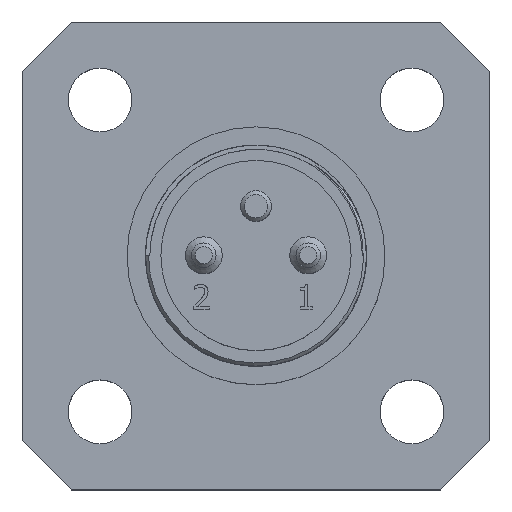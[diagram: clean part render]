
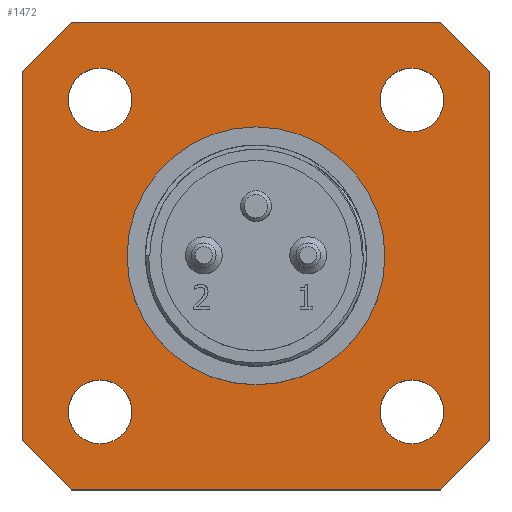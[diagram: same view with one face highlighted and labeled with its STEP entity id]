
A CAD part, top view. The second image highlights one B-rep face of the part: STEP entity #1472.
In plain terms, the highlighted planar face has unit normal (0, 0, 1).
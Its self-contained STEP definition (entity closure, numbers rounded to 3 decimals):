
#139=LINE($,#2941,#234);
#145=LINE($,#2952,#240);
#153=LINE($,#2978,#248);
#155=LINE($,#2982,#250);
#157=LINE($,#2987,#252);
#159=LINE($,#2991,#254);
#161=LINE($,#2994,#256);
#162=LINE($,#3097,#257);
#234=VECTOR($,#1757,5.657);
#240=VECTOR($,#1765,30.1);
#248=VECTOR($,#1787,5.657);
#250=VECTOR($,#1791,30.1);
#252=VECTOR($,#1795,5.657);
#254=VECTOR($,#1799,30.1);
#256=VECTOR($,#1803,5.657);
#257=VECTOR($,#1942,30.1);
#300=PLANE($,#1599);
#376=FACE_BOUND($,#606,.T.);
#377=FACE_BOUND($,#607,.T.);
#378=FACE_BOUND($,#608,.T.);
#379=FACE_BOUND($,#609,.T.);
#380=FACE_BOUND($,#610,.T.);
#465=FACE_OUTER_BOUND($,#605,.T.);
#605=EDGE_LOOP($,(#1314,#1315,#1316,#1317,#1318,#1319,#1320,#1321));
#606=EDGE_LOOP($,(#1322));
#607=EDGE_LOOP($,(#1323));
#608=EDGE_LOOP($,(#1324));
#609=EDGE_LOOP($,(#1325));
#610=EDGE_LOOP($,(#1326));
#646=CIRCLE($,#1570,2.6);
#647=CIRCLE($,#1572,2.6);
#648=CIRCLE($,#1574,2.6);
#649=CIRCLE($,#1576,2.6);
#659=CIRCLE($,#1596,10.5);
#739=VERTEX_POINT($,#2939);
#740=VERTEX_POINT($,#2940);
#744=VERTEX_POINT($,#2950);
#755=VERTEX_POINT($,#2976);
#756=VERTEX_POINT($,#2980);
#757=VERTEX_POINT($,#2984);
#758=VERTEX_POINT($,#2986);
#759=VERTEX_POINT($,#2990);
#779=VERTEX_POINT($,#3054);
#780=VERTEX_POINT($,#3057);
#781=VERTEX_POINT($,#3060);
#782=VERTEX_POINT($,#3063);
#792=VERTEX_POINT($,#3093);
#909=EDGE_CURVE($,#739,#740,#139,.T.);
#915=EDGE_CURVE($,#744,#739,#145,.T.);
#928=EDGE_CURVE($,#755,#744,#153,.T.);
#930=EDGE_CURVE($,#756,#755,#155,.T.);
#932=EDGE_CURVE($,#757,#758,#157,.T.);
#934=EDGE_CURVE($,#758,#759,#159,.T.);
#936=EDGE_CURVE($,#759,#756,#161,.T.);
#956=EDGE_CURVE($,#779,#779,#646,.T.);
#957=EDGE_CURVE($,#780,#780,#647,.T.);
#958=EDGE_CURVE($,#781,#781,#648,.T.);
#959=EDGE_CURVE($,#782,#782,#649,.T.);
#969=EDGE_CURVE($,#792,#792,#659,.T.);
#970=EDGE_CURVE($,#740,#757,#162,.T.);
#1314=ORIENTED_EDGE($,*,*,#909,.F.);
#1315=ORIENTED_EDGE($,*,*,#915,.F.);
#1316=ORIENTED_EDGE($,*,*,#928,.F.);
#1317=ORIENTED_EDGE($,*,*,#930,.F.);
#1318=ORIENTED_EDGE($,*,*,#936,.F.);
#1319=ORIENTED_EDGE($,*,*,#934,.F.);
#1320=ORIENTED_EDGE($,*,*,#932,.F.);
#1321=ORIENTED_EDGE($,*,*,#970,.F.);
#1322=ORIENTED_EDGE($,*,*,#956,.T.);
#1323=ORIENTED_EDGE($,*,*,#957,.T.);
#1324=ORIENTED_EDGE($,*,*,#958,.T.);
#1325=ORIENTED_EDGE($,*,*,#959,.T.);
#1326=ORIENTED_EDGE($,*,*,#969,.T.);
#1472=ADVANCED_FACE($,(#465,#376,#377,#378,#379,#380),#300,.T.);
#1570=AXIS2_PLACEMENT_3D($,#3055,#1884,#1885);
#1572=AXIS2_PLACEMENT_3D($,#3058,#1888,#1889);
#1574=AXIS2_PLACEMENT_3D($,#3061,#1892,#1893);
#1576=AXIS2_PLACEMENT_3D($,#3064,#1896,#1897);
#1596=AXIS2_PLACEMENT_3D($,#3094,#1936,#1937);
#1599=AXIS2_PLACEMENT_3D($,#3098,#1943,#1944);
#1757=DIRECTION($,(0.707,0.707,0.));
#1765=DIRECTION($,(0.,1.,0.));
#1787=DIRECTION($,(-0.707,0.707,0.));
#1791=DIRECTION($,(-1.,0.,0.));
#1795=DIRECTION($,(0.707,-0.707,0.));
#1799=DIRECTION($,(0.,-1.,0.));
#1803=DIRECTION($,(-0.707,-0.707,0.));
#1884=DIRECTION('center_axis',(0.,0.,-1.));
#1885=DIRECTION('ref_axis',(0.,-1.,0.));
#1888=DIRECTION('center_axis',(0.,0.,-1.));
#1889=DIRECTION('ref_axis',(-1.,0.,0.));
#1892=DIRECTION('center_axis',(0.,0.,-1.));
#1893=DIRECTION('ref_axis',(0.,1.,0.));
#1896=DIRECTION('center_axis',(0.,0.,-1.));
#1897=DIRECTION('ref_axis',(1.,0.,0.));
#1936=DIRECTION('center_axis',(0.,0.,-1.));
#1937=DIRECTION('ref_axis',(-1.,0.,0.));
#1942=DIRECTION($,(1.,0.,0.));
#1943=DIRECTION('center_axis',(0.,0.,1.));
#1944=DIRECTION('ref_axis',(1.,0.,0.));
#2939=CARTESIAN_POINT('',(-19.05,15.05,3.95));
#2940=CARTESIAN_POINT('',(-15.05,19.05,3.95));
#2941=CARTESIAN_POINT($,(-17.05,17.05,3.95));
#2950=CARTESIAN_POINT('',(-19.05,-15.05,3.95));
#2952=CARTESIAN_POINT($,(-19.05,-19.05,3.95));
#2976=CARTESIAN_POINT('',(-15.05,-19.05,3.95));
#2978=CARTESIAN_POINT($,(-17.05,-17.05,3.95));
#2980=CARTESIAN_POINT('',(15.05,-19.05,3.95));
#2982=CARTESIAN_POINT($,(19.05,-19.05,3.95));
#2984=CARTESIAN_POINT('',(15.05,19.05,3.95));
#2986=CARTESIAN_POINT('',(19.05,15.05,3.95));
#2987=CARTESIAN_POINT($,(17.05,17.05,3.95));
#2990=CARTESIAN_POINT('',(19.05,-15.05,3.95));
#2991=CARTESIAN_POINT($,(19.05,19.05,3.95));
#2994=CARTESIAN_POINT($,(17.05,-17.05,3.95));
#3054=CARTESIAN_POINT('',(12.7,10.1,3.95));
#3055=CARTESIAN_POINT('Origin',(12.7,12.7,3.95));
#3057=CARTESIAN_POINT('',(10.1,-12.7,3.95));
#3058=CARTESIAN_POINT('Origin',(12.7,-12.7,3.95));
#3060=CARTESIAN_POINT('',(-12.7,-10.1,3.95));
#3061=CARTESIAN_POINT('Origin',(-12.7,-12.7,3.95));
#3063=CARTESIAN_POINT('',(-10.1,12.7,3.95));
#3064=CARTESIAN_POINT('Origin',(-12.7,12.7,3.95));
#3093=CARTESIAN_POINT('',(10.5,0.,3.95));
#3094=CARTESIAN_POINT('Origin',(0.,0.,3.95));
#3097=CARTESIAN_POINT($,(-19.05,19.05,3.95));
#3098=CARTESIAN_POINT('Origin',(0.,0.,
3.95));
